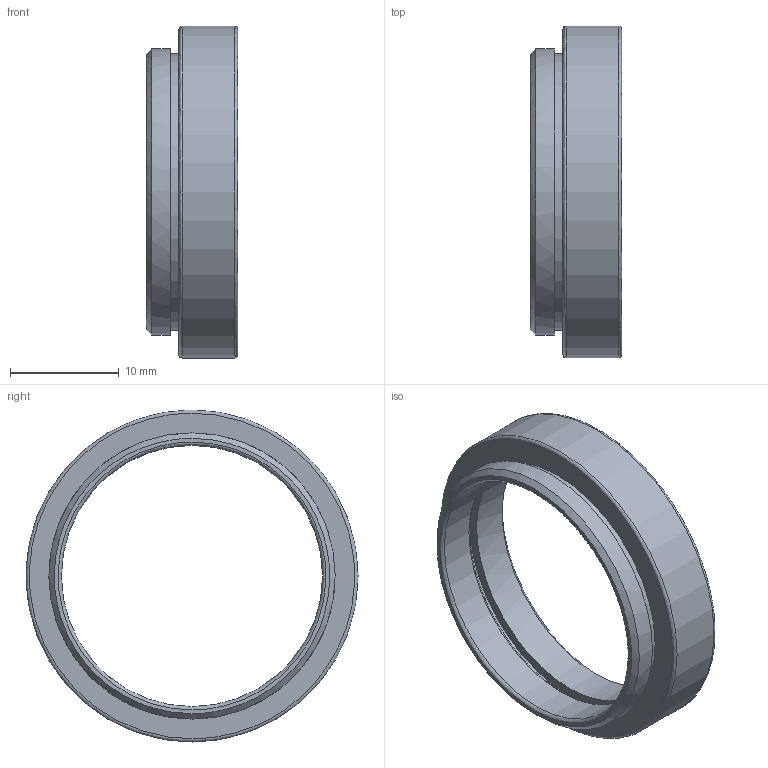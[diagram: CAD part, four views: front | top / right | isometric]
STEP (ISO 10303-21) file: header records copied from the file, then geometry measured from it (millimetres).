
FILE_DESCRIPTION (( 'STEP AP203' ), '1' );
FILE_NAME ('530224.step', '2025-08-20T01:39:11', ( 'Windows User' ), ( 'P R C' ), 'SwSTEP 2.0', 'SolidWorks 2020', '' );
FILE_SCHEMA (( 'CONFIG_CONTROL_DESIGN' ));
Length unit declared in the file: millimetre
Products named in the file (1): 530224
Bounding box: 8.4 x 30.5 x 30.5 mm (x, y, z)
Volume: 1627.4 mm3; surface area: 2084 mm2
Topology: 1 solids, 1 shells, 18 faces, 40 edges, 28 vertices
Faces by surface type: cylinder 6, plane 6, bspline 4, cone 2
Full cylindrical faces by diameter (mm): 24 x1, 24.2 x1, 25.4 x1, 26 x1, 26.29 x1, 30.5 x1
Entity records: 1779 total; most frequent: CARTESIAN_POINT 1391, ORIENTED_EDGE 54, DIRECTION 48, EDGE_LOOP 36, FACE_OUTER_BOUND 28, VERTEX_POINT 27, EDGE_CURVE 27, AXIS2_PLACEMENT_3D 24
